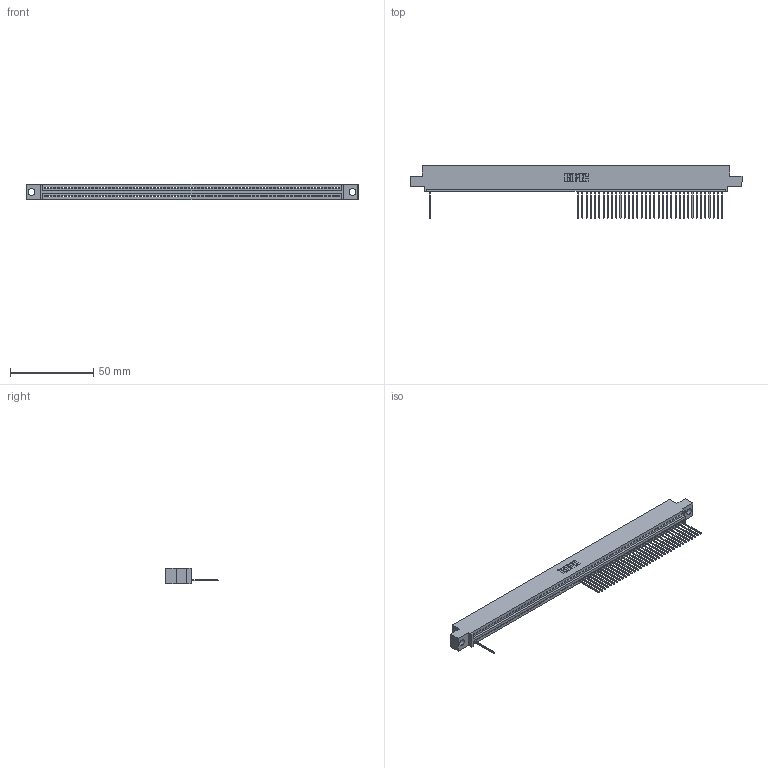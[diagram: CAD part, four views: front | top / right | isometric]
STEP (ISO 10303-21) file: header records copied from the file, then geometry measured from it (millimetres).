
FILE_DESCRIPTION (( 'STEP AP203' ), '1' );
FILE_NAME ('395-070-542-404.STEP', '2018-11-26T21:21:50', ( '' ), ( '' ), 'SwSTEP 2.0', 'SolidWorks 2016', '' );
FILE_SCHEMA (( 'CONFIG_CONTROL_DESIGN' ));
Length unit declared in the file: inch
Products named in the file (3): 345 Part_0.110 Offset - 0.156 Dia-TH; 395-070-542-404; 345-292-001_345-293-142
Assembly tree (37 placements, depth 2):
  395-070-542-404
    345 Part_0.110 Offset - 0.156 Dia-TH
    345-292-001_345-293-142  x36
Bounding box: 199.01 x 31.29 x 9.4 mm (x, y, z)
Volume: 18661 mm3; surface area: 23509 mm2
Topology: 37 solids, 37 shells, 2762 faces, 8525 edges, 5634 vertices
Faces by surface type: plane 2000, cylinder 762
Entity records: 47979 total; most frequent: ORIENTED_EDGE 8510, CARTESIAN_POINT 8472, DIRECTION 7319, EDGE_CURVE 4255, LINE 3843, VECTOR 3843, VERTEX_POINT 2834, AXIS2_PLACEMENT_3D 1738
